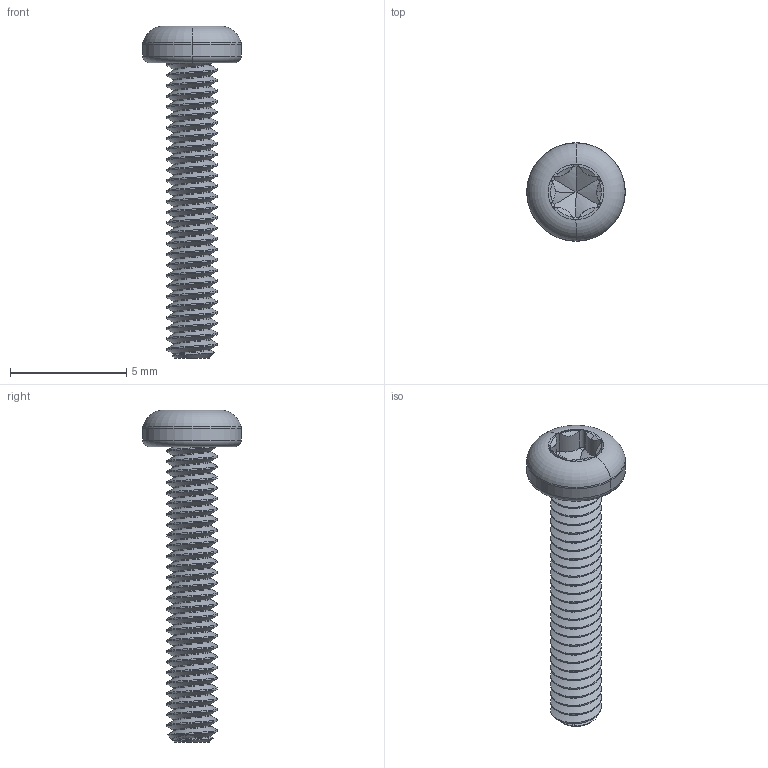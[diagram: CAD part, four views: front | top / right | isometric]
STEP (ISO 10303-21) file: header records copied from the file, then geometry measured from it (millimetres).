
FILE_DESCRIPTION (( 'STEP AP203' ), '1' );
FILE_NAME ('96710A373.step', '2018-11-30T21:16:28', ( '' ), ( '' ), 'SwSTEP 2.0', 'SolidWorks 2014', '' );
FILE_SCHEMA (( 'CONFIG_CONTROL_DESIGN' ));
Length unit declared in the file: inch
Products named in the file (1): 96710A373
Bounding box: 4.24 x 4.24 x 14.27 mm (x, y, z)
Volume: 52.2 mm3; surface area: 179.9 mm2
Topology: 1 solids, 1 shells, 170 faces, 473 edges, 298 vertices
Faces by surface type: cylinder 130, cone 24, plane 8, torus 6, bspline 2
Entity records: 7969 total; most frequent: CARTESIAN_POINT 4252, ORIENTED_EDGE 930, DIRECTION 632, EDGE_CURVE 465, VERTEX_POINT 298, AXIS2_PLACEMENT_3D 243, EDGE_LOOP 171, ADVANCED_FACE 170
